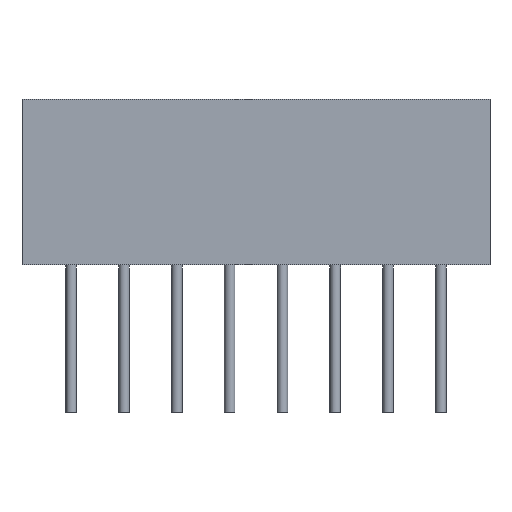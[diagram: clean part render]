
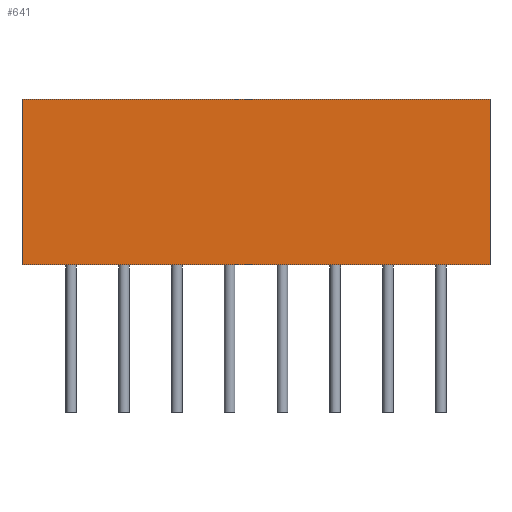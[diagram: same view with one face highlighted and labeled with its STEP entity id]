
A CAD part, front view. The second image highlights one B-rep face of the part: STEP entity #641.
In plain terms, the highlighted planar face has unit normal (0, -1, 0).
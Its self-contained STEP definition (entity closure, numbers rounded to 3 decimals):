
#641=ADVANCED_FACE('',(#647),#642,.T.);
#642=PLANE('',#643);
#643=AXIS2_PLACEMENT_3D('',#644,#645,#646);
#644=CARTESIAN_POINT('',(-1.181,-0.864,0.0));
#645=DIRECTION('',(0.0,-1.0,0.0));
#646=DIRECTION('',(0.,0.,1.));
#647=FACE_OUTER_BOUND('',#648,.T.);
#648=EDGE_LOOP('',(#649,#659,#669,#679));
#652=CARTESIAN_POINT('',(10.071,-0.864,0.0));
#651=VERTEX_POINT('',#652);
#654=CARTESIAN_POINT('',(-1.181,-0.864,0.0));
#653=VERTEX_POINT('',#654);
#650=EDGE_CURVE('',#651,#653,#655,.T.);
#655=LINE('',#652,#657);
#657=VECTOR('',#658,11.252);
#658=DIRECTION('',(-1.0,0.0,0.0));
#649=ORIENTED_EDGE('',*,*,#650,.F.);
#662=CARTESIAN_POINT('',(10.071,-0.864,3.988));
#661=VERTEX_POINT('',#662);
#660=EDGE_CURVE('',#661,#651,#665,.T.);
#665=LINE('',#662,#667);
#667=VECTOR('',#668,3.988);
#668=DIRECTION('',(0.0,0.0,-1.0));
#659=ORIENTED_EDGE('',*,*,#660,.F.);
#672=CARTESIAN_POINT('',(-1.181,-0.864,3.988));
#671=VERTEX_POINT('',#672);
#670=EDGE_CURVE('',#671,#661,#675,.T.);
#675=LINE('',#672,#677);
#677=VECTOR('',#678,11.252);
#678=DIRECTION('',(1.0,0.0,0.0));
#669=ORIENTED_EDGE('',*,*,#670,.F.);
#680=EDGE_CURVE('',#653,#671,#685,.T.);
#685=LINE('',#654,#687);
#687=VECTOR('',#688,3.988);
#688=DIRECTION('',(0.0,0.0,1.0));
#679=ORIENTED_EDGE('',*,*,#680,.F.);
